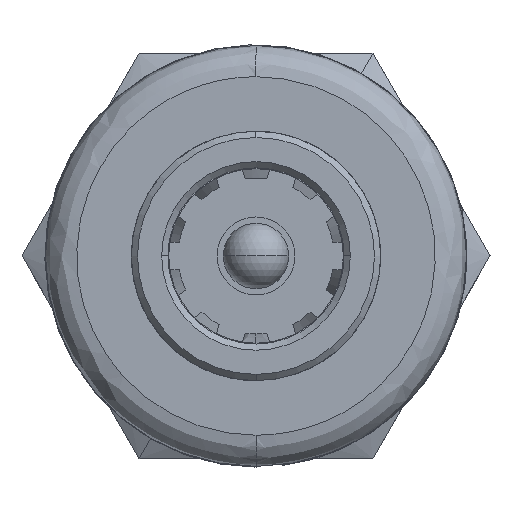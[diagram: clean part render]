
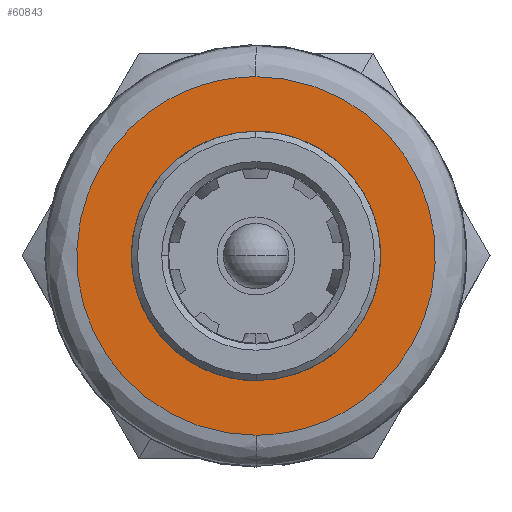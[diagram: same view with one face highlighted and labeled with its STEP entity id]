
A CAD part, left-side view. The second image highlights one B-rep face of the part: STEP entity #60843.
In plain terms, the highlighted planar face has unit normal (-1, 0, 0).
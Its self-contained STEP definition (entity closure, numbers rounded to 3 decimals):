
#325 = CARTESIAN_POINT ( 'NONE',  ( 0., -4., -0.524 ) ) ;
#1639 = CARTESIAN_POINT ( 'NONE',  ( 0., 0.524, 4. ) ) ;
#1845 = CARTESIAN_POINT ( 'NONE',  ( 0., 3.495, 2.014 ) ) ;
#4743 = CARTESIAN_POINT ( 'NONE',  ( 0., 0., -6.75 ) ) ;
#4907 = CARTESIAN_POINT ( 'NONE',  ( 0., -3.199, -2.458 ) ) ;
#5120 = CARTESIAN_POINT ( 'NONE',  ( 0., -3.495, 2.014 ) ) ;
#5323 = CARTESIAN_POINT ( 'NONE',  ( 0., -0.524, -4. ) ) ;
#5720 = CARTESIAN_POINT ( 'NONE',  ( 0., -0.524, 4. ) ) ;
#6017 = CARTESIAN_POINT ( 'NONE',  ( 0., 3.896, -1.047 ) ) ;
#9689 = CARTESIAN_POINT ( 'NONE',  ( 0., -3.896, 1.047 ) ) ;
#10408 = CARTESIAN_POINT ( 'NONE',  ( 0., 4., -0.524 ) ) ;
#10559 = DIRECTION ( 'NONE',  ( 0., 0., -1. ) ) ;
#11912 = CARTESIAN_POINT ( 'NONE',  ( 0., 0., 5.75 ) ) ;
#14142 = EDGE_LOOP ( 'NONE', ( #20263, #43721 ) ) ;
#14753 = CARTESIAN_POINT ( 'NONE',  ( 0., -3.199, 2.458 ) ) ;
#14952 = CARTESIAN_POINT ( 'NONE',  ( 0., -2.458, -3.199 ) ) ;
#15241 = CARTESIAN_POINT ( 'NONE',  ( 0., 3.199, -2.458 ) ) ;
#15655 = CARTESIAN_POINT ( 'NONE',  ( 0., 0., -4. ) ) ;
#15866 = CARTESIAN_POINT ( 'NONE',  ( 0., 0.524, -4. ) ) ;
#17604 = FACE_OUTER_BOUND ( 'NONE', #14142, .T. ) ;
#19063 =( BOUNDED_CURVE ( )  B_SPLINE_CURVE ( 3, ( #29383, #39641, #19972, #24955 ),
 .UNSPECIFIED., .F., .F. ) 
 B_SPLINE_CURVE_WITH_KNOTS ( ( 4, 4 ),
 ( 0., 1. ),
 .UNSPECIFIED. ) 
 CURVE ( )  GEOMETRIC_REPRESENTATION_ITEM ( )  RATIONAL_B_SPLINE_CURVE ( ( 1., 0.333, 0.333, 1. ) ) 
 REPRESENTATION_ITEM ( '' )  );
#19367 = CARTESIAN_POINT ( 'NONE',  ( 0., -2.014, -3.495 ) ) ;
#19972 = CARTESIAN_POINT ( 'NONE',  ( 0., 11.5, 5.75 ) ) ;
#20232 = ORIENTED_EDGE ( 'NONE', *, *, #52641, .F. ) ;
#20243 = CARTESIAN_POINT ( 'NONE',  ( 0., 2.458, 3.199 ) ) ;
#20263 = ORIENTED_EDGE ( 'NONE', *, *, #37737, .F. ) ;
#20841 = EDGE_CURVE ( 'NONE', #43839, #43656, #31646, .T. ) ;
#20876 = CARTESIAN_POINT ( 'NONE',  ( 0., 3.199, 2.458 ) ) ;
#21832 = CARTESIAN_POINT ( 'NONE',  ( 0., 0., -4. ) ) ;
#22166 = VERTEX_POINT ( 'NONE', #11912 ) ;
#24350 = CARTESIAN_POINT ( 'NONE',  ( 0., -3.495, -2.014 ) ) ;
#24955 = CARTESIAN_POINT ( 'NONE',  ( 0., 0., 5.75 ) ) ;
#26502 = VERTEX_POINT ( 'NONE', #32177 ) ;
#27861 = CARTESIAN_POINT ( 'NONE',  ( 0., -11.5, 5.75 ) ) ;
#28958 = CARTESIAN_POINT ( 'NONE',  ( 0., -3.896, -1.047 ) ) ;
#29383 = CARTESIAN_POINT ( 'NONE',  ( 0., 0., -5.75 ) ) ;
#29414 = PLANE ( 'NONE',  #50874 ) ;
#29537 = EDGE_CURVE ( 'NONE', #22166, #26502, #47800, .T. ) ;
#31646 = B_SPLINE_CURVE_WITH_KNOTS ( 'NONE', 3,
 ( #33356, #5323, #33572, #19367, #14952, #4907, #24350, #28958, #325, #38399, #9689, #5120, #14753, #48262, #59161, #58540, #5720, #49067 ),
 .UNSPECIFIED., .F., .F.,
 ( 4, 2, 2, 2, 2, 2, 2, 2, 4 ),
 ( 0., 0.125, 0.25, 0.375, 0.5, 0.625, 0.75, 0.875, 1. ),
 .UNSPECIFIED. ) ;
#32177 = CARTESIAN_POINT ( 'NONE',  ( 0., 0., -5.75 ) ) ;
#33044 = EDGE_LOOP ( 'NONE', ( #34305, #20232 ) ) ;
#33083 = CARTESIAN_POINT ( 'NONE',  ( 0., 0., -5.75 ) ) ;
#33356 = CARTESIAN_POINT ( 'NONE',  ( 0., 0., -4. ) ) ;
#33572 = CARTESIAN_POINT ( 'NONE',  ( 0., -1.047, -3.896 ) ) ;
#34305 = ORIENTED_EDGE ( 'NONE', *, *, #20841, .F. ) ;
#34493 = CARTESIAN_POINT ( 'NONE',  ( 0., 2.458, -3.199 ) ) ;
#35108 = CARTESIAN_POINT ( 'NONE',  ( 0., 0., 4. ) ) ;
#37737 = EDGE_CURVE ( 'NONE', #26502, #22166, #19063, .T. ) ;
#38399 = CARTESIAN_POINT ( 'NONE',  ( 0., -4., 0.524 ) ) ;
#39641 = CARTESIAN_POINT ( 'NONE',  ( 0., 11.5, -5.75 ) ) ;
#40091 = B_SPLINE_CURVE_WITH_KNOTS ( 'NONE', 3,
 ( #35108, #1639, #58426, #49580, #20243, #20876, #1845, #54420, #59254, #10408, #6017, #43933, #15241, #34493, #44143, #53784, #15866, #15655 ),
 .UNSPECIFIED., .F., .F.,
 ( 4, 2, 2, 2, 2, 2, 2, 2, 4 ),
 ( 0., 0.125, 0.25, 0.375, 0.5, 0.625, 0.75, 0.875, 1. ),
 .UNSPECIFIED. ) ;
#43656 = VERTEX_POINT ( 'NONE', #50560 ) ;
#43721 = ORIENTED_EDGE ( 'NONE', *, *, #29537, .F. ) ;
#43839 = VERTEX_POINT ( 'NONE', #21832 ) ;
#43933 = CARTESIAN_POINT ( 'NONE',  ( 0., 3.495, -2.014 ) ) ;
#44143 = CARTESIAN_POINT ( 'NONE',  ( 0., 2.014, -3.495 ) ) ;
#47800 =( BOUNDED_CURVE ( )  B_SPLINE_CURVE ( 3, ( #61467, #27861, #61862, #33083 ),
 .UNSPECIFIED., .F., .F. ) 
 B_SPLINE_CURVE_WITH_KNOTS ( ( 4, 4 ),
 ( 0., 1. ),
 .UNSPECIFIED. ) 
 CURVE ( )  GEOMETRIC_REPRESENTATION_ITEM ( )  RATIONAL_B_SPLINE_CURVE ( ( 1., 0.333, 0.333, 1. ) ) 
 REPRESENTATION_ITEM ( '' )  );
#48262 = CARTESIAN_POINT ( 'NONE',  ( 0., -2.458, 3.199 ) ) ;
#49067 = CARTESIAN_POINT ( 'NONE',  ( 0., 0., 4. ) ) ;
#49580 = CARTESIAN_POINT ( 'NONE',  ( 0., 2.014, 3.495 ) ) ;
#50560 = CARTESIAN_POINT ( 'NONE',  ( 0., 0., 4. ) ) ;
#50874 = AXIS2_PLACEMENT_3D ( 'NONE', #4743, #58578, #10559 ) ;
#52641 = EDGE_CURVE ( 'NONE', #43656, #43839, #40091, .T. ) ;
#53784 = CARTESIAN_POINT ( 'NONE',  ( 0., 1.047, -3.896 ) ) ;
#54420 = CARTESIAN_POINT ( 'NONE',  ( 0., 3.896, 1.047 ) ) ;
#58426 = CARTESIAN_POINT ( 'NONE',  ( 0., 1.047, 3.896 ) ) ;
#58540 = CARTESIAN_POINT ( 'NONE',  ( 0., -1.047, 3.896 ) ) ;
#58578 = DIRECTION ( 'NONE',  ( 1., 0., 0. ) ) ;
#59161 = CARTESIAN_POINT ( 'NONE',  ( 0., -2.014, 3.495 ) ) ;
#59254 = CARTESIAN_POINT ( 'NONE',  ( 0., 4., 0.524 ) ) ;
#59647 = FACE_BOUND ( 'NONE', #33044, .T. ) ;
#60843 = ADVANCED_FACE ( 'NONE', ( #59647, #17604 ), #29414, .F. ) ;
#61467 = CARTESIAN_POINT ( 'NONE',  ( 0., 0., 5.75 ) ) ;
#61862 = CARTESIAN_POINT ( 'NONE',  ( 0., -11.5, -5.75 ) ) ;
